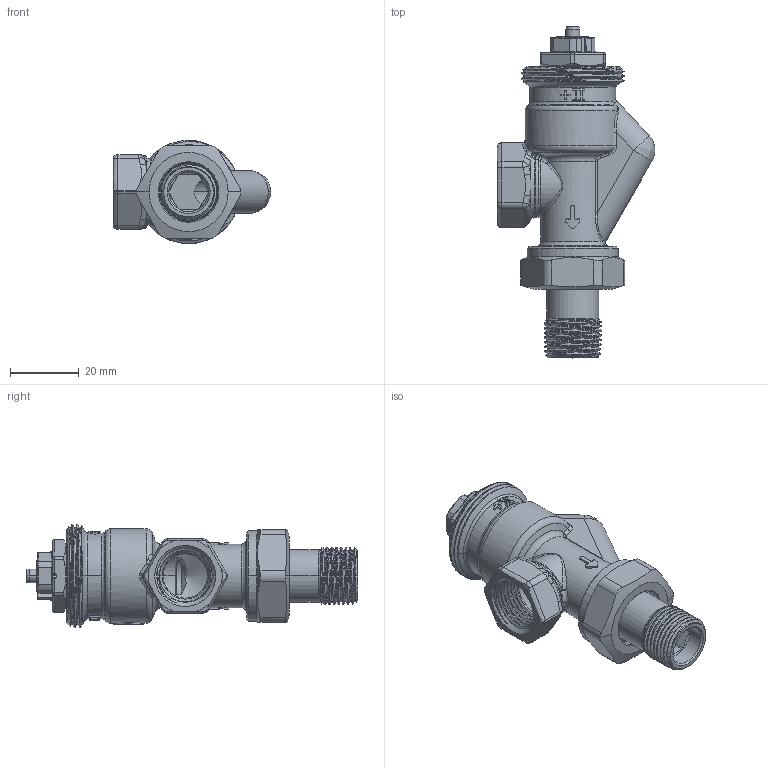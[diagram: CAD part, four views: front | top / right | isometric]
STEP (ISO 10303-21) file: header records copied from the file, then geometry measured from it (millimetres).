
FILE_DESCRIPTION((''),'2;1');
FILE_NAME('3450-01-000-O-BAU_SW0001','2014-12-12T',('marann'),(''),'PRO/ENGINEER BY PARAMETRIC TECHNOLOGY CORPORATION, 2011490','PRO/ENGINEER BY PARAMETRIC TECHNOLOGY CORPORATION, 2011490','');
FILE_SCHEMA(('CONFIG_CONTROL_DESIGN'));
Products named in the file (1): 3450-01-000-O-BAU_SW0001
Bounding box: 45.94 x 96.55 x 30 mm (x, y, z)
Volume: 24799.5 mm3; surface area: 21582.8 mm2
Topology: 1 solids, 1 shells, 1366 faces, 3567 edges, 2264 vertices
Faces by surface type: plane 715, cylinder 252, cone 162, bspline 122, torus 91, sphere 24
Entity records: 59739 total; most frequent: CARTESIAN_POINT 28932, ORIENTED_EDGE 7126, DIRECTION 5349, EDGE_CURVE 3563, VERTEX_POINT 2264, AXIS2_PLACEMENT_3D 1965, EDGE_LOOP 1435, B_SPLINE_CURVE_WITH_KNOTS 1423
